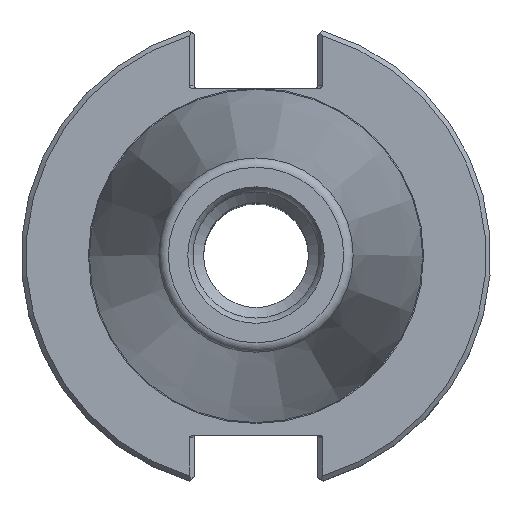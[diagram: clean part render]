
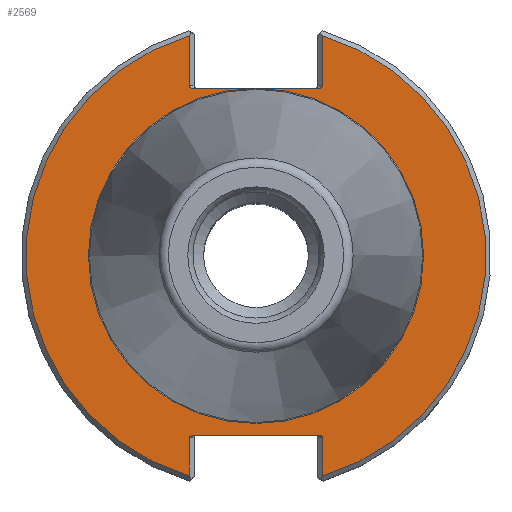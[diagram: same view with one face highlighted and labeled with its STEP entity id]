
A CAD part, top view. The second image highlights one B-rep face of the part: STEP entity #2569.
In plain terms, the highlighted planar face has unit normal (0, 0, 1).
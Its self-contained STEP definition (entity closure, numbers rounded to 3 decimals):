
#24=ELLIPSE('',#2733,0.707,0.5);
#25=ELLIPSE('',#2735,0.707,0.5);
#33=ELLIPSE('',#2763,0.707,0.5);
#34=ELLIPSE('',#2765,0.707,0.5);
#76=LINE('',#3938,#149);
#77=LINE('',#3947,#150);
#82=LINE('',#3966,#155);
#83=LINE('',#3975,#156);
#93=LINE('',#4009,#166);
#104=LINE('',#4056,#177);
#149=VECTOR('',#3113,1000.);
#150=VECTOR('',#3120,1000.);
#155=VECTOR('',#3135,1000.);
#156=VECTOR('',#3142,1000.);
#166=VECTOR('',#3168,1000.);
#177=VECTOR('',#3213,1000.);
#294=PLANE('',#2764);
#756=ORIENTED_EDGE('',*,*,#999,.T.);
#757=ORIENTED_EDGE('',*,*,#997,.T.);
#758=ORIENTED_EDGE('',*,*,#993,.T.);
#759=ORIENTED_EDGE('',*,*,#1014,.F.);
#760=ORIENTED_EDGE('',*,*,#991,.T.);
#761=ORIENTED_EDGE('',*,*,#989,.T.);
#762=ORIENTED_EDGE('',*,*,#987,.T.);
#763=ORIENTED_EDGE('',*,*,#986,.T.);
#764=ORIENTED_EDGE('',*,*,#1033,.T.);
#765=ORIENTED_EDGE('',*,*,#1035,.F.);
#766=ORIENTED_EDGE('',*,*,#1036,.T.);
#767=ORIENTED_EDGE('',*,*,#1000,.T.);
#768=ORIENTED_EDGE('',*,*,#983,.F.);
#983=EDGE_CURVE('',#1183,#1183,#1284,.T.);
#986=EDGE_CURVE('',#1184,#1185,#76,.T.);
#987=EDGE_CURVE('',#1186,#1184,#1285,.T.);
#989=EDGE_CURVE('',#1187,#1186,#77,.T.);
#991=EDGE_CURVE('',#1188,#1187,#24,.F.);
#993=EDGE_CURVE('',#1189,#1190,#25,.F.);
#997=EDGE_CURVE('',#1191,#1189,#82,.T.);
#999=EDGE_CURVE('',#1192,#1191,#1286,.T.);
#1000=EDGE_CURVE('',#1193,#1192,#83,.T.);
#1014=EDGE_CURVE('',#1188,#1190,#93,.T.);
#1033=EDGE_CURVE('',#1185,#1211,#33,.F.);
#1035=EDGE_CURVE('',#1212,#1211,#104,.T.);
#1036=EDGE_CURVE('',#1212,#1193,#34,.F.);
#1183=VERTEX_POINT('',#3929);
#1184=VERTEX_POINT('',#3935);
#1185=VERTEX_POINT('',#3937);
#1186=VERTEX_POINT('',#3941);
#1187=VERTEX_POINT('',#3948);
#1188=VERTEX_POINT('',#3952);
#1189=VERTEX_POINT('',#3956);
#1190=VERTEX_POINT('',#3957);
#1191=VERTEX_POINT('',#3965);
#1192=VERTEX_POINT('',#3972);
#1193=VERTEX_POINT('',#3976);
#1211=VERTEX_POINT('',#4053);
#1212=VERTEX_POINT('',#4057);
#1284=CIRCLE('',#2727,35.118);
#1285=CIRCLE('',#2730,48.21);
#1286=CIRCLE('',#2738,48.21);
#1443=EDGE_LOOP('',(#756,#757,#758,#759,#760,#761,#762,#763,#764,#765,#766,
#767));
#1444=EDGE_LOOP('',(#768));
#1609=FACE_BOUND('',#1443,.T.);
#1610=FACE_BOUND('',#1444,.T.);
#2569=ADVANCED_FACE('',(#1609,#1610),#294,.T.);
#2727=AXIS2_PLACEMENT_3D('',#3928,#3108,#3109);
#2730=AXIS2_PLACEMENT_3D('',#3940,#3116,#3117);
#2733=AXIS2_PLACEMENT_3D('',#3951,#3124,#3125);
#2735=AXIS2_PLACEMENT_3D('',#3955,#3129,#3130);
#2738=AXIS2_PLACEMENT_3D('',#3973,#3138,#3139);
#2763=AXIS2_PLACEMENT_3D('',#4052,#3208,#3209);
#2764=AXIS2_PLACEMENT_3D('',#4055,#3211,#3212);
#2765=AXIS2_PLACEMENT_3D('',#4058,#3214,#3215);
#3108=DIRECTION('',(0.,0.,1.));
#3109=DIRECTION('',(1.,0.,0.));
#3113=DIRECTION('',(0.,-1.,0.));
#3116=DIRECTION('',(0.,0.,1.));
#3117=DIRECTION('',(1.,0.,0.));
#3120=DIRECTION('',(0.,-1.,0.));
#3124=DIRECTION('',(0.,0.,1.));
#3125=DIRECTION('',(1.,0.,0.));
#3129=DIRECTION('',(0.,0.,1.));
#3130=DIRECTION('',(1.,0.,0.));
#3135=DIRECTION('',(0.,1.,0.));
#3138=DIRECTION('',(0.,0.,1.));
#3139=DIRECTION('',(1.,0.,0.));
#3142=DIRECTION('',(0.,1.,0.));
#3168=DIRECTION('',(-1.,0.,0.));
#3208=DIRECTION('',(0.,0.,1.));
#3209=DIRECTION('',(-1.,0.,0.));
#3211=DIRECTION('',(0.,0.,1.));
#3212=DIRECTION('',(1.,0.,0.));
#3213=DIRECTION('',(1.,0.,0.));
#3214=DIRECTION('',(0.,0.,1.));
#3215=DIRECTION('',(-1.,0.,0.));
#3928=CARTESIAN_POINT('',(0.,0.,-3.17));
#3929=CARTESIAN_POINT('',(35.118,0.,-3.17));
#3935=CARTESIAN_POINT('',(13.955,46.146,-3.17));
#3937=CARTESIAN_POINT('',(13.955,35.66,-3.17));
#3938=CARTESIAN_POINT('',(13.955,35.16,-3.17));
#3940=CARTESIAN_POINT('',(0.,0.,-3.17));
#3941=CARTESIAN_POINT('',(13.955,-46.146,-3.17));
#3947=CARTESIAN_POINT('',(13.955,-47.619,-3.17));
#3948=CARTESIAN_POINT('',(13.955,-38.07,-3.17));
#3951=CARTESIAN_POINT('',(13.248,-38.07,-3.17));
#3952=CARTESIAN_POINT('',(13.248,-37.57,-3.17));
#3955=CARTESIAN_POINT('',(-13.248,-38.07,-3.17));
#3956=CARTESIAN_POINT('',(-13.955,-38.07,-3.17));
#3957=CARTESIAN_POINT('',(-13.248,-37.57,-3.17));
#3965=CARTESIAN_POINT('',(-13.955,-46.146,-3.17));
#3966=CARTESIAN_POINT('',(-13.955,-37.57,-3.17));
#3972=CARTESIAN_POINT('',(-13.955,46.146,-3.17));
#3973=CARTESIAN_POINT('',(0.,0.,-3.17));
#3975=CARTESIAN_POINT('',(-13.955,47.619,-3.17));
#3976=CARTESIAN_POINT('',(-13.955,35.66,-3.17));
#4009=CARTESIAN_POINT('',(12.955,-37.57,-3.17));
#4052=CARTESIAN_POINT('',(13.248,35.66,-3.17));
#4053=CARTESIAN_POINT('',(13.248,35.16,-3.17));
#4055=CARTESIAN_POINT('',(35.118,0.,-3.17));
#4056=CARTESIAN_POINT('',(-12.955,35.16,-3.17));
#4057=CARTESIAN_POINT('',(-13.248,35.16,-3.17));
#4058=CARTESIAN_POINT('',(-13.248,35.66,-3.17));
